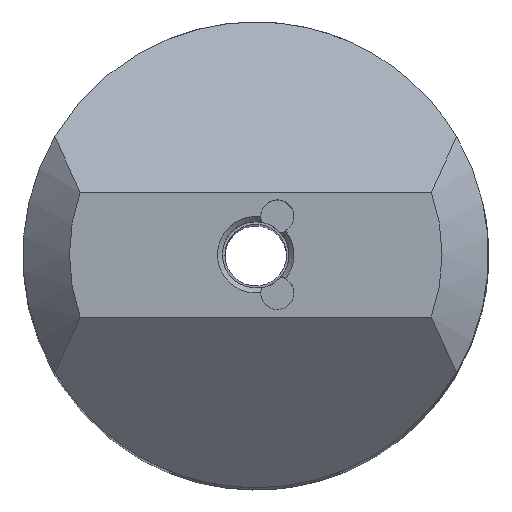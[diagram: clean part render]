
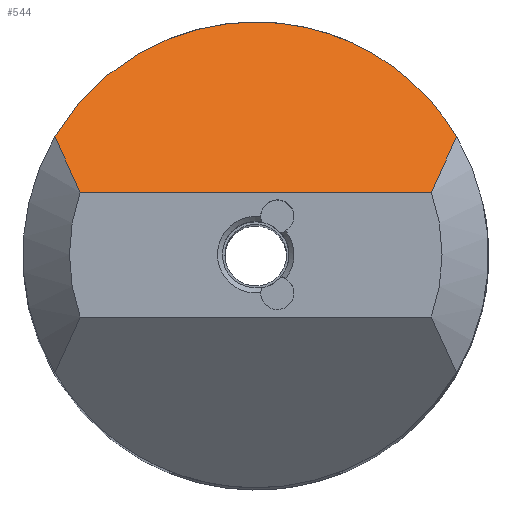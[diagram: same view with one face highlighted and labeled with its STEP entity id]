
A CAD part, top view. The second image highlights one B-rep face of the part: STEP entity #544.
In plain terms, the highlighted planar face has unit normal (0, 0.643, 0.766).
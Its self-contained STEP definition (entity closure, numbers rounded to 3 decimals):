
#82 = EDGE_CURVE ( 'NONE', #765, #749, #2476, .T. ) ;
#183 = CARTESIAN_POINT ( 'NONE',  ( -10.554, 3.75, 95. ) ) ;
#203 = VERTEX_POINT ( 'NONE', #1964 ) ;
#544 = ADVANCED_FACE ( 'NONE', ( #2533 ), #554, .F. ) ;
#554 = PLANE ( 'NONE',  #2130 ) ;
#559 = CARTESIAN_POINT ( 'NONE',  ( 12.074, 7.087, 92.2 ) ) ;
#576 = VERTEX_POINT ( 'NONE', #1423 ) ;
#586 = CARTESIAN_POINT ( 'NONE',  ( -11.108, 4.786, 94.13 ) ) ;
#599 = CARTESIAN_POINT ( 'NONE',  ( 10.554, 3.75, 95. ) ) ;
#636 = ORIENTED_EDGE ( 'NONE', *, *, #733, .T. ) ;
#732 = EDGE_CURVE ( 'NONE', #765, #203, #1406, .T. ) ;
#733 = EDGE_CURVE ( 'NONE', #749, #576, #1777, .T. ) ;
#739 = CARTESIAN_POINT ( 'NONE',  ( -12.074, 7.087, 92.2 ) ) ;
#749 = VERTEX_POINT ( 'NONE', #183 ) ;
#765 = VERTEX_POINT ( 'NONE', #2554 ) ;
#904 = ORIENTED_EDGE ( 'NONE', *, *, #82, .T. ) ;
#1155 = ORIENTED_EDGE ( 'NONE', *, *, #732, .F. ) ;
#1192 = EDGE_CURVE ( 'NONE', #576, #203, #1937, .T. ) ;
#1293 = VECTOR ( 'NONE', #2159, 1000. ) ;
#1322 = EDGE_LOOP ( 'NONE', ( #904, #636, #1562, #1155 ) ) ;
#1366 = CARTESIAN_POINT ( 'NONE',  ( -6., 17.435, 83.517 ) ) ;
#1406 =( BOUNDED_CURVE ( )  B_SPLINE_CURVE ( 3, ( #739, #1366, #2352, #1733 ),
 .UNSPECIFIED., .F., .T. ) 
 B_SPLINE_CURVE_WITH_KNOTS ( ( 4, 4 ),
 ( 5.243, 7.323 ),
 .UNSPECIFIED. ) 
 CURVE ( )  GEOMETRIC_REPRESENTATION_ITEM ( )  RATIONAL_B_SPLINE_CURVE ( ( 1., 0.671, 0.671, 1. ) ) 
 REPRESENTATION_ITEM ( '' )  );
#1423 = CARTESIAN_POINT ( 'NONE',  ( 10.554, 3.75, 95. ) ) ;
#1447 = DIRECTION ( 'NONE',  ( 0., 0.766, -0.643 ) ) ;
#1559 = CARTESIAN_POINT ( 'NONE',  ( -12.074, 7.087, 92.2 ) ) ;
#1562 = ORIENTED_EDGE ( 'NONE', *, *, #1192, .T. ) ;
#1573 = CARTESIAN_POINT ( 'NONE',  ( -14., 3.75, 95. ) ) ;
#1733 = CARTESIAN_POINT ( 'NONE',  ( 12.074, 7.087, 92.2 ) ) ;
#1777 = LINE ( 'NONE', #1573, #1293 ) ;
#1933 = CARTESIAN_POINT ( 'NONE',  ( -14., 3.75, 95. ) ) ;
#1937 =( BOUNDED_CURVE ( )  B_SPLINE_CURVE ( 3, ( #599, #2182, #2335, #559 ),
 .UNSPECIFIED., .F., .T. ) 
 B_SPLINE_CURVE_WITH_KNOTS ( ( 4, 4 ),
 ( 3.935, 4.095 ),
 .UNSPECIFIED. ) 
 CURVE ( )  GEOMETRIC_REPRESENTATION_ITEM ( )  RATIONAL_B_SPLINE_CURVE ( ( 1., 0.998, 0.998, 1. ) ) 
 REPRESENTATION_ITEM ( '' )  );
#1964 = CARTESIAN_POINT ( 'NONE',  ( 12.074, 7.087, 92.2 ) ) ;
#1968 = CARTESIAN_POINT ( 'NONE',  ( -11.616, 5.901, 93.195 ) ) ;
#2130 = AXIS2_PLACEMENT_3D ( 'NONE', #1933, #2141, #1447 ) ;
#2141 = DIRECTION ( 'NONE',  ( 0., -0.643, -0.766 ) ) ;
#2159 = DIRECTION ( 'NONE',  ( 1., 0., 0. ) ) ;
#2168 = CARTESIAN_POINT ( 'NONE',  ( -10.554, 3.75, 95. ) ) ;
#2182 = CARTESIAN_POINT ( 'NONE',  ( 11.108, 4.786, 94.13 ) ) ;
#2335 = CARTESIAN_POINT ( 'NONE',  ( 11.616, 5.901, 93.195 ) ) ;
#2352 = CARTESIAN_POINT ( 'NONE',  ( 6., 17.435, 83.517 ) ) ;
#2476 =( BOUNDED_CURVE ( )  B_SPLINE_CURVE ( 3, ( #1559, #1968, #586, #2168 ),
 .UNSPECIFIED., .F., .F. ) 
 B_SPLINE_CURVE_WITH_KNOTS ( ( 4, 4 ),
 ( 2.188, 2.348 ),
 .UNSPECIFIED. ) 
 CURVE ( )  GEOMETRIC_REPRESENTATION_ITEM ( )  RATIONAL_B_SPLINE_CURVE ( ( 1., 0.998, 0.998, 1. ) ) 
 REPRESENTATION_ITEM ( '' )  );
#2533 = FACE_OUTER_BOUND ( 'NONE', #1322, .T. ) ;
#2554 = CARTESIAN_POINT ( 'NONE',  ( -12.074, 7.087, 92.2 ) ) ;
